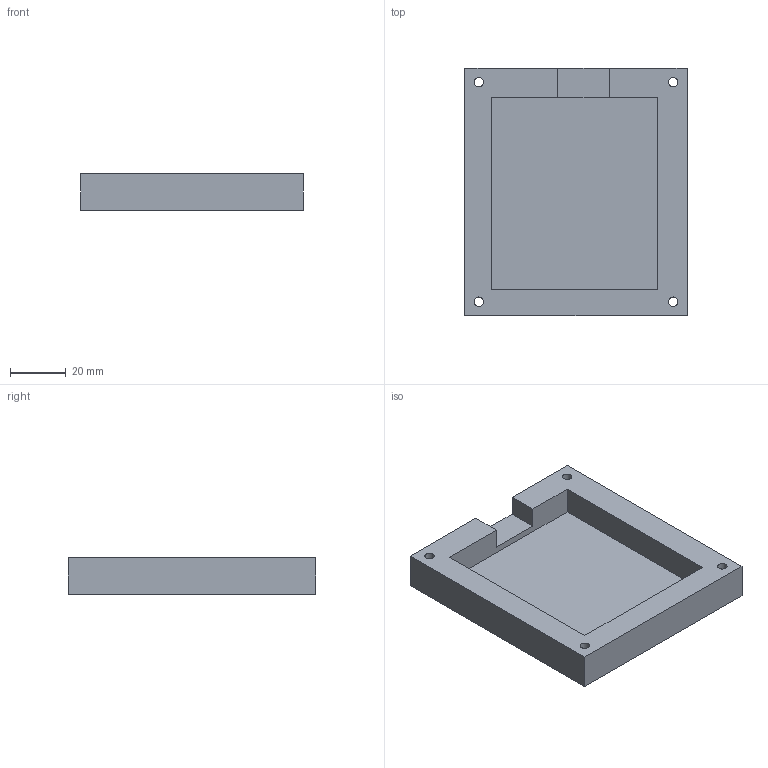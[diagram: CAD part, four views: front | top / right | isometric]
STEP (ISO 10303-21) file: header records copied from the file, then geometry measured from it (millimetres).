
FILE_DESCRIPTION(/* description */ (''),/* implementation_level */ '2;1');
FILE_NAME(/* name */ 'bottom_case_v2.step',/* time_stamp */ '2025-12-28T15:26:34+05:30',/* author */ (''),/* organization */ (''),/* preprocessor_version */ 'ST-DEVELOPER v20.1',/* originating_system */ 'Autodesk Translation Framework v14.21.0.0',/* authorisation */ '');
FILE_SCHEMA (('AUTOMOTIVE_DESIGN { 1 0 10303 214 3 1 1 }'));
Length unit declared in the file: millimetre
Products named in the file (1): 2025-12-28-14-18-54-637
Bounding box: 80 x 89 x 13 mm (x, y, z)
Volume: 48952.9 mm3; surface area: 21771 mm2
Topology: 1 solids, 1 shells, 449 faces, 1236 edges, 824 vertices
Faces by surface type: bspline 248, plane 193, cylinder 8
Full cylindrical faces by diameter (mm): 3.4 x4, 6 x4
Entity records: 16515 total; most frequent: CARTESIAN_POINT 6726, ORIENTED_EDGE 2472, EDGE_CURVE 1236, DIRECTION 1160, VERTEX_POINT 824, LINE 724, VECTOR 724, B_SPLINE_CURVE_WITH_KNOTS 496
